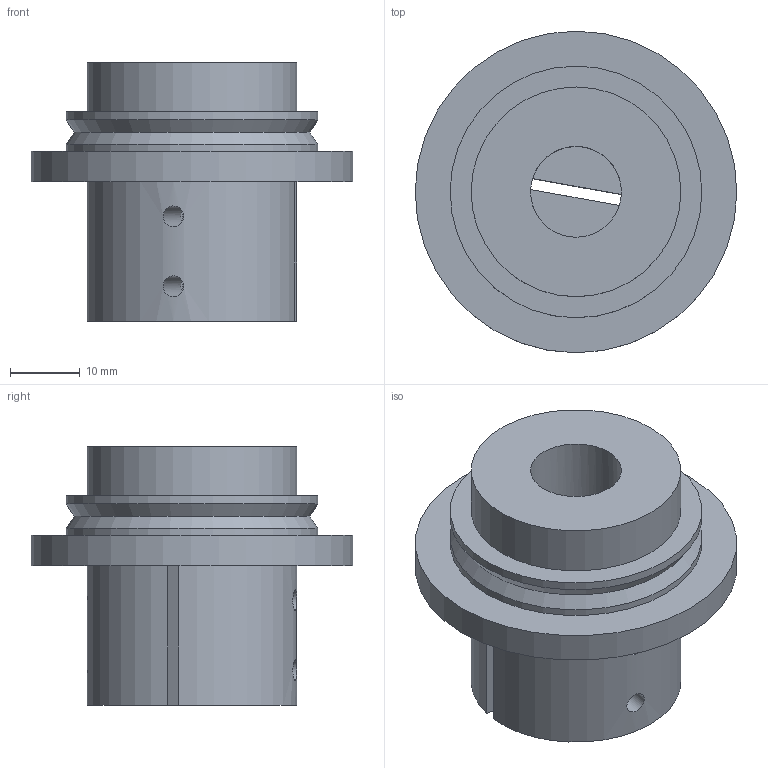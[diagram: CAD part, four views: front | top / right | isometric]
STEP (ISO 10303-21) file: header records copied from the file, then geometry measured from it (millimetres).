
FILE_DESCRIPTION(('STEP AP214'), '1');
FILE_NAME('Òåõíîëîãè÷åñêàÿ ñáîðêà', '2017-05-10T18:35:51', ('UNSPECIFIED'), ('UNSPECIFIED'), 'ASCON STEP Converter 1.3', 'ASCON Math Kernel', '');
FILE_SCHEMA(('AUTOMOTIVE_DESIGN { 1 0 10303 214 3 1 1}'));
Length unit declared in the file: millimetre
Assembly tree (1 placements, depth 2):
  (unnamed)
    (unnamed)
Bounding box: 46 x 46 x 37 mm (x, y, z)
Volume: 28186 mm3; surface area: 9465.9 mm2
Topology: 1 solids, 1 shells, 23 faces, 50 edges, 31 vertices
Faces by surface type: cylinder 11, plane 10, cone 2
Full cylindrical faces by diameter (mm): 3 x4, 13 x1, 30 x1, 36 x2, 46 x1
Entity records: 1112 total; most frequent: CARTESIAN_POINT 341, DIRECTION 108, ORIENTED_EDGE 78, AXIS2_PLACEMENT_3D 48, EDGE_LOOP 46, EDGE_CURVE 39, VERTEX_POINT 31, FACE_BOUND 25
